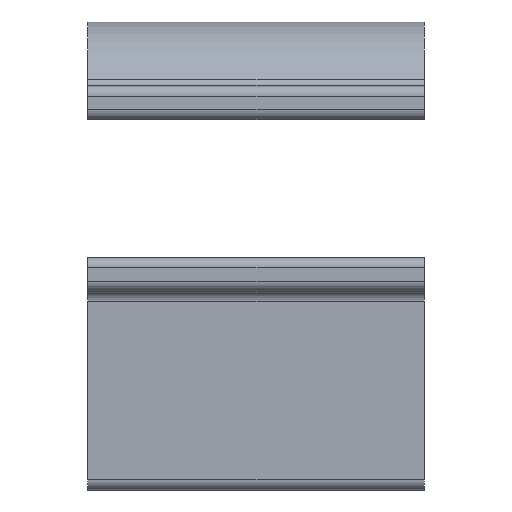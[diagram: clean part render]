
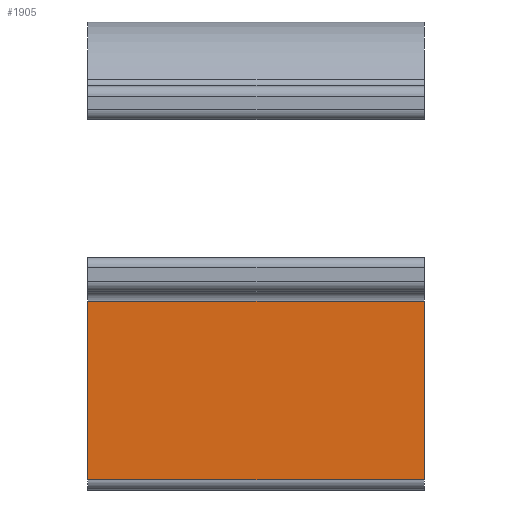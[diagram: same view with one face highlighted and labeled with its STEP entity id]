
A CAD part, left-side view. The second image highlights one B-rep face of the part: STEP entity #1905.
In plain terms, the highlighted planar face has unit normal (-1, 0, 0).
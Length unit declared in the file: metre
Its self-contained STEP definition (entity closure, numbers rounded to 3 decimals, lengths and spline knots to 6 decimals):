
#466=ORIENTED_EDGE('',*,*,#876,.F.);
#467=ORIENTED_EDGE('',*,*,#914,.T.);
#468=ORIENTED_EDGE('',*,*,#900,.F.);
#469=ORIENTED_EDGE('',*,*,#915,.T.);
#876=EDGE_CURVE('',#1116,#1117,#1263,.T.);
#900=EDGE_CURVE('',#1134,#1135,#1272,.T.);
#914=EDGE_CURVE('',#1116,#1135,#1278,.F.);
#915=EDGE_CURVE('',#1134,#1117,#1279,.F.);
#1116=VERTEX_POINT('',#3168);
#1117=VERTEX_POINT('',#3170);
#1134=VERTEX_POINT('',#3211);
#1135=VERTEX_POINT('',#3213);
#1263=LINE('',#3169,#1403);
#1272=LINE('',#3212,#1412);
#1278=LINE('',#3235,#1418);
#1279=LINE('',#3236,#1419);
#1403=VECTOR('',#2536,1.);
#1412=VECTOR('',#2577,1.);
#1418=VECTOR('',#2603,1.);
#1419=VECTOR('',#2604,1.);
#1541=EDGE_LOOP('',(#466,#467,#468,#469));
#1719=FACE_BOUND('',#1541,.T.);
#1843=PLANE('',#2143);
#1905=ADVANCED_FACE('',(#1719),#1843,.T.);
#2143=AXIS2_PLACEMENT_3D('',#3234,#2601,#2602);
#2536=DIRECTION('',(0.,0.,1.));
#2577=DIRECTION('',(0.,0.,-1.));
#2601=DIRECTION('',(-1.,0.,0.));
#2602=DIRECTION('',(0.,0.,1.));
#2603=DIRECTION('',(0.,1.,0.));
#2604=DIRECTION('',(0.,-1.,0.));
#3168=CARTESIAN_POINT('',(0.008511,0.05,-0.033));
#3169=CARTESIAN_POINT('',(0.008511,0.05,-0.004998));
#3170=CARTESIAN_POINT('',(0.008511,0.05,-0.0065));
#3211=CARTESIAN_POINT('',(0.008511,0.,-0.0065));
#3212=CARTESIAN_POINT('',(0.008511,0.,-0.004998));
#3213=CARTESIAN_POINT('',(0.008511,0.,-0.033));
#3234=CARTESIAN_POINT('',(0.008511,0.025,-0.004998));
#3235=CARTESIAN_POINT('',(0.008511,0.025,-0.033));
#3236=CARTESIAN_POINT('',(0.008511,0.05,-0.0065));
